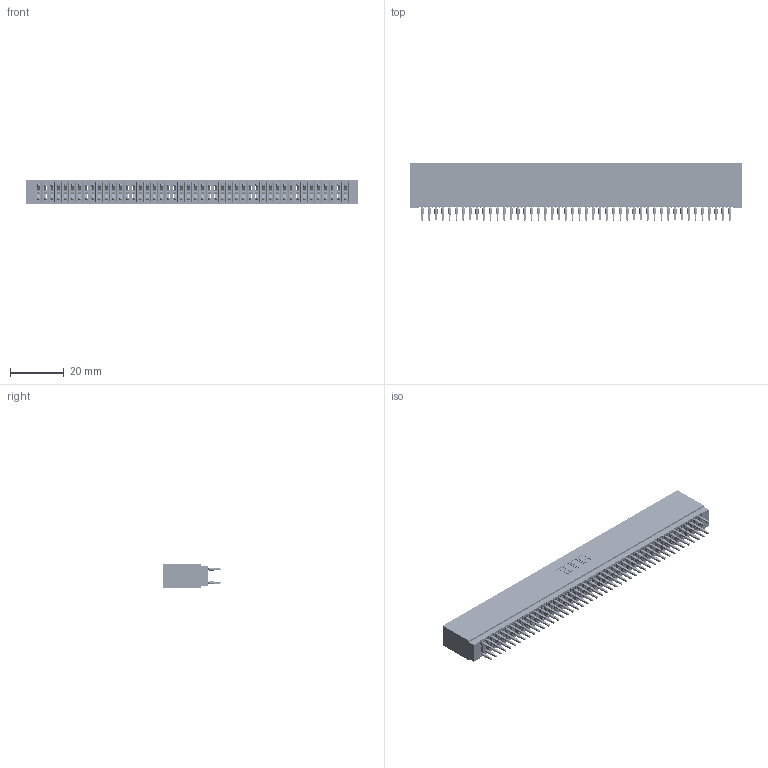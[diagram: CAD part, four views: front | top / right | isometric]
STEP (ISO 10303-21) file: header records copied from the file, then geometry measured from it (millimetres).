
FILE_DESCRIPTION (( 'STEP AP203' ), '1' );
FILE_NAME ('745-092-520-201.STEP', '2026-02-26T22:32:58', ( '' ), ( '' ), 'SwSTEP 2.0', 'SolidWorks 2023', '' );
FILE_SCHEMA (( 'CONFIG_CONTROL_DESIGN' ));
Length unit declared in the file: millimetre
Products named in the file (3): 745-092-520-201; 745 Part_Insulator Option - 01; 745-292-001_520
Assembly tree (93 placements, depth 2):
  745-092-520-201
    745 Part_Insulator Option - 01
    745-292-001_520  x92
Bounding box: 123.44 x 21.22 x 8.89 mm (x, y, z)
Volume: 11016.4 mm3; surface area: 22062.4 mm2
Topology: 93 solids, 93 shells, 8329 faces, 22384 edges, 14064 vertices
Faces by surface type: plane 4287, bspline 1840, cylinder 1650, torus 552
Entity records: 76896 total; most frequent: CARTESIAN_POINT 13839, ORIENTED_EDGE 13282, DIRECTION 11599, EDGE_CURVE 6641, LINE 6183, VECTOR 6183, VERTEX_POINT 4236, AXIS2_PLACEMENT_3D 2708
